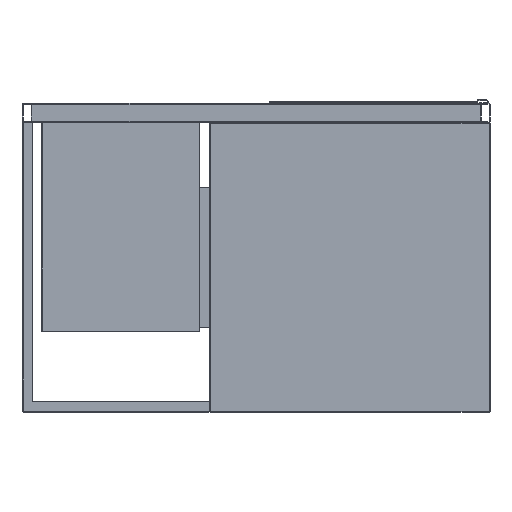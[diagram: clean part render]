
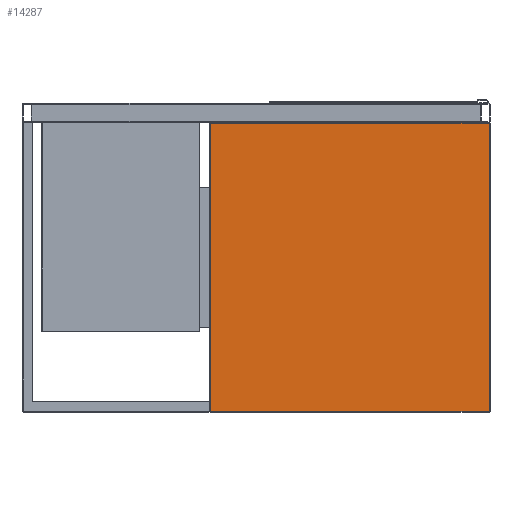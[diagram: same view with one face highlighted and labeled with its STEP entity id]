
A CAD part, front view. The second image highlights one B-rep face of the part: STEP entity #14287.
In plain terms, the highlighted planar face has unit normal (0, -1, 0).
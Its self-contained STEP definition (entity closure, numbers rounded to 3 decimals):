
#30 = CARTESIAN_POINT ( 'NONE',  ( -298., -325., -660. ) ) ;
#76 = VECTOR ( 'NONE', #28682, 1000. ) ;
#583 = FACE_OUTER_BOUND ( 'NONE', #2384, .T. ) ;
#2215 = ORIENTED_EDGE ( 'NONE', *, *, #26073, .T. ) ;
#2384 = EDGE_LOOP ( 'NONE', ( #8710, #9743, #7376, #2215 ) ) ;
#2999 = CARTESIAN_POINT ( 'NONE',  ( -298., -325., -42. ) ) ;
#6043 = LINE ( 'NONE', #21654, #16494 ) ;
#6231 = LINE ( 'NONE', #16900, #28863 ) ;
#6794 = CARTESIAN_POINT ( 'NONE',  ( 298., -325., -42. ) ) ;
#6860 = DIRECTION ( 'NONE',  ( 0., 0., 1. ) ) ;
#7376 = ORIENTED_EDGE ( 'NONE', *, *, #15416, .T. ) ;
#8710 = ORIENTED_EDGE ( 'NONE', *, *, #31425, .T. ) ;
#9743 = ORIENTED_EDGE ( 'NONE', *, *, #20976, .T. ) ;
#11131 = DIRECTION ( 'NONE',  ( 0., -1., 0. ) ) ;
#14287 = ADVANCED_FACE ( 'Fl�che8', ( #583 ), #18185, .T. ) ;
#15416 = EDGE_CURVE ( 'NONE', #22492, #23585, #15852, .T. ) ;
#15852 = LINE ( 'NONE', #26053, #76 ) ;
#16494 = VECTOR ( 'NONE', #16547, 1000. ) ;
#16547 = DIRECTION ( 'NONE',  ( -1., 0., 0. ) ) ;
#16900 = CARTESIAN_POINT ( 'NONE',  ( 298., -325., -660. ) ) ;
#18023 = DIRECTION ( 'NONE',  ( 0., 0., -1. ) ) ;
#18185 = PLANE ( 'NONE',  #19986 ) ;
#19790 = LINE ( 'NONE', #30, #32276 ) ;
#19986 = AXIS2_PLACEMENT_3D ( 'NONE', #20475, #11131, #18023 ) ;
#20475 = CARTESIAN_POINT ( 'NONE',  ( -300., -325., -660. ) ) ;
#20913 = VERTEX_POINT ( 'NONE', #2999 ) ;
#20976 = EDGE_CURVE ( 'NONE', #20913, #22492, #19790, .T. ) ;
#21654 = CARTESIAN_POINT ( 'NONE',  ( -300., -325., -42. ) ) ;
#22418 = DIRECTION ( 'NONE',  ( 0., 0., -1. ) ) ;
#22492 = VERTEX_POINT ( 'NONE', #25879 ) ;
#23585 = VERTEX_POINT ( 'NONE', #27349 ) ;
#25879 = CARTESIAN_POINT ( 'NONE',  ( -298., -325., -658. ) ) ;
#26053 = CARTESIAN_POINT ( 'NONE',  ( -300., -325., -658. ) ) ;
#26073 = EDGE_CURVE ( 'NONE', #23585, #28080, #6231, .T. ) ;
#27349 = CARTESIAN_POINT ( 'NONE',  ( 298., -325., -658. ) ) ;
#28080 = VERTEX_POINT ( 'NONE', #6794 ) ;
#28682 = DIRECTION ( 'NONE',  ( 1., 0., 0. ) ) ;
#28863 = VECTOR ( 'NONE', #6860, 1000. ) ;
#31425 = EDGE_CURVE ( 'NONE', #28080, #20913, #6043, .T. ) ;
#32276 = VECTOR ( 'NONE', #22418, 1000. ) ;
